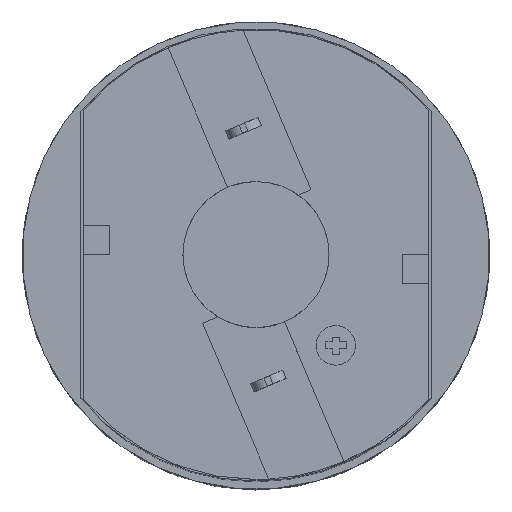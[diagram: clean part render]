
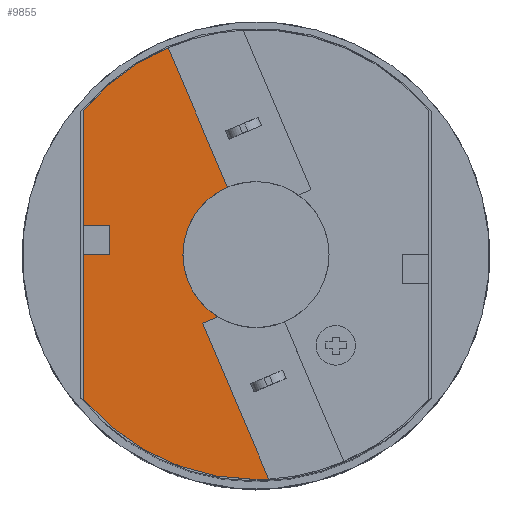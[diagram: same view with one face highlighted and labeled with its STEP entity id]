
A CAD part, top view. The second image highlights one B-rep face of the part: STEP entity #9855.
In plain terms, the highlighted planar face has unit normal (0, 0, 1).
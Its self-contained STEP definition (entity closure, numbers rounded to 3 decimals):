
#236 = VECTOR ( 'NONE', #32696, 1000. ) ;
#352 = ORIENTED_EDGE ( 'NONE', *, *, #24084, .T. ) ;
#767 = ORIENTED_EDGE ( 'NONE', *, *, #25915, .T. ) ;
#1128 = EDGE_CURVE ( 'NONE', #1277, #17222, #2960, .T. ) ;
#1272 = EDGE_CURVE ( 'NONE', #33538, #33169, #27196, .T. ) ;
#1277 = VERTEX_POINT ( 'NONE', #17738 ) ;
#1426 = EDGE_CURVE ( 'NONE', #19880, #8116, #9083, .T. ) ;
#1892 = CARTESIAN_POINT ( 'NONE',  ( -5., 0., 34.6 ) ) ;
#2061 = VERTEX_POINT ( 'NONE', #16439 ) ;
#2960 = LINE ( 'NONE', #3173, #32413 ) ;
#3029 = CARTESIAN_POINT ( 'NONE',  ( 0., 0., 34.6 ) ) ;
#3173 = CARTESIAN_POINT ( 'NONE',  ( -0.977, 2.301, 34.6 ) ) ;
#3245 = DIRECTION ( 'NONE',  ( 0., 0., -1. ) ) ;
#3984 = DIRECTION ( 'NONE',  ( 0., -1., 0. ) ) ;
#4195 = ORIENTED_EDGE ( 'NONE', *, *, #1272, .T. ) ;
#4642 = CARTESIAN_POINT ( 'NONE',  ( 0.439, -7.687, 34.6 ) ) ;
#4664 = VECTOR ( 'NONE', #28997, 1000. ) ;
#5936 = VECTOR ( 'NONE', #7742, 1000. ) ;
#5993 = CARTESIAN_POINT ( 'NONE',  ( -5.9, -5.146, 34.6 ) ) ;
#7742 = DIRECTION ( 'NONE',  ( -1., 0., 0. ) ) ;
#7954 = CARTESIAN_POINT ( 'NONE',  ( -6.136, 1., 34.6 ) ) ;
#8116 = VERTEX_POINT ( 'NONE', #19778 ) ;
#9023 = EDGE_CURVE ( 'NONE', #33169, #2061, #32068, .T. ) ;
#9083 = LINE ( 'NONE', #5993, #17619 ) ;
#9209 = CARTESIAN_POINT ( 'NONE',  ( -5.9, -5.146, 34.6 ) ) ;
#9855 = ADVANCED_FACE ( 'NONE', ( #37015 ), #30219, .T. ) ;
#10223 = ORIENTED_EDGE ( 'NONE', *, *, #16969, .T. ) ;
#10990 = DIRECTION ( 'NONE',  ( 0., -1., 0. ) ) ;
#11331 = VERTEX_POINT ( 'NONE', #33830 ) ;
#11896 = DIRECTION ( 'NONE',  ( 0., -1., 0. ) ) ;
#14349 = CARTESIAN_POINT ( 'NONE',  ( -3.009, 7.088, 34.6 ) ) ;
#14552 = CARTESIAN_POINT ( 'NONE',  ( -5., 1., 34.6 ) ) ;
#15404 = DIRECTION ( 'NONE',  ( 0., 0., 1. ) ) ;
#15527 = DIRECTION ( 'NONE',  ( -0.391, 0.921, 0. ) ) ;
#16439 = CARTESIAN_POINT ( 'NONE',  ( -5.9, 0., 34.6 ) ) ;
#16969 = EDGE_CURVE ( 'NONE', #11331, #23703, #25912, .T. ) ;
#17191 = ORIENTED_EDGE ( 'NONE', *, *, #9023, .T. ) ;
#17222 = VERTEX_POINT ( 'NONE', #14349 ) ;
#17564 = EDGE_CURVE ( 'NONE', #19880, #17222, #21795, .T. ) ;
#17619 = VECTOR ( 'NONE', #24939, 1000. ) ;
#17738 = CARTESIAN_POINT ( 'NONE',  ( -0.977, 2.301, 34.6 ) ) ;
#18718 = VERTEX_POINT ( 'NONE', #23167 ) ;
#19618 = VECTOR ( 'NONE', #26992, 1000. ) ;
#19778 = CARTESIAN_POINT ( 'NONE',  ( -5.9, 1., 34.6 ) ) ;
#19880 = VERTEX_POINT ( 'NONE', #32634 ) ;
#21231 = EDGE_LOOP ( 'NONE', ( #34788, #35288, #352, #4195, #17191, #767, #25611, #37712, #29985, #10223, #21620, #35140 ) ) ;
#21471 = VERTEX_POINT ( 'NONE', #38473 ) ;
#21620 = ORIENTED_EDGE ( 'NONE', *, *, #38311, .T. ) ;
#21719 = EDGE_CURVE ( 'NONE', #22179, #21471, #29308, .T. ) ;
#21779 = DIRECTION ( 'NONE',  ( 0., -1., 0. ) ) ;
#21795 = CIRCLE ( 'NONE', #31665, 7.7 ) ;
#22049 = AXIS2_PLACEMENT_3D ( 'NONE', #22923, #28892, #3984 ) ;
#22179 = VERTEX_POINT ( 'NONE', #31336 ) ;
#22584 = DIRECTION ( 'NONE',  ( 0., -1., 0. ) ) ;
#22701 = CIRCLE ( 'NONE', #22049, 7.7 ) ;
#22923 = CARTESIAN_POINT ( 'NONE',  ( 0., 0., 34.6 ) ) ;
#23134 = EDGE_CURVE ( 'NONE', #21471, #18718, #22701, .T. ) ;
#23167 = CARTESIAN_POINT ( 'NONE',  ( -5.9, -4.948, 34.6 ) ) ;
#23703 = VERTEX_POINT ( 'NONE', #30859 ) ;
#23795 = LINE ( 'NONE', #7954, #236 ) ;
#24027 = AXIS2_PLACEMENT_3D ( 'NONE', #3029, #37813, #40495 ) ;
#24084 = EDGE_CURVE ( 'NONE', #8116, #33538, #23795, .T. ) ;
#24939 = DIRECTION ( 'NONE',  ( 0., -1., 0. ) ) ;
#25388 = VECTOR ( 'NONE', #27072, 1000. ) ;
#25611 = ORIENTED_EDGE ( 'NONE', *, *, #23134, .F. ) ;
#25716 = CARTESIAN_POINT ( 'NONE',  ( -1.825, -2.355, 34.6 ) ) ;
#25912 = LINE ( 'NONE', #25716, #4664 ) ;
#25915 = EDGE_CURVE ( 'NONE', #2061, #18718, #37426, .T. ) ;
#26992 = DIRECTION ( 'NONE',  ( 0., -1., 0. ) ) ;
#27072 = DIRECTION ( 'NONE',  ( -0.391, 0.921, 0. ) ) ;
#27196 = LINE ( 'NONE', #33174, #19618 ) ;
#28892 = DIRECTION ( 'NONE',  ( 0., 0., -1. ) ) ;
#28997 = DIRECTION ( 'NONE',  ( 0.921, 0.391, 0. ) ) ;
#29308 = CIRCLE ( 'NONE', #24027, 7.7 ) ;
#29692 = CARTESIAN_POINT ( 'NONE',  ( 0., 0., 34.6 ) ) ;
#29945 = CIRCLE ( 'NONE', #35879, 2.5 ) ;
#29958 = LINE ( 'NONE', #4642, #25388 ) ;
#29985 = ORIENTED_EDGE ( 'NONE', *, *, #40263, .T. ) ;
#30219 = PLANE ( 'NONE',  #30282 ) ;
#30282 = AXIS2_PLACEMENT_3D ( 'NONE', #33727, #15404, #11896 ) ;
#30859 = CARTESIAN_POINT ( 'NONE',  ( -1.303, -2.134, 34.6 ) ) ;
#31336 = CARTESIAN_POINT ( 'NONE',  ( 0.439, -7.687, 34.6 ) ) ;
#31665 = AXIS2_PLACEMENT_3D ( 'NONE', #40177, #36123, #10990 ) ;
#32068 = LINE ( 'NONE', #35753, #5936 ) ;
#32413 = VECTOR ( 'NONE', #15527, 1000. ) ;
#32634 = CARTESIAN_POINT ( 'NONE',  ( -5.9, 4.948, 34.6 ) ) ;
#32696 = DIRECTION ( 'NONE',  ( 1., 0., 0. ) ) ;
#33169 = VERTEX_POINT ( 'NONE', #1892 ) ;
#33174 = CARTESIAN_POINT ( 'NONE',  ( -5., 8.012, 34.6 ) ) ;
#33538 = VERTEX_POINT ( 'NONE', #14552 ) ;
#33727 = CARTESIAN_POINT ( 'NONE',  ( -6.136, 8.012, 34.6 ) ) ;
#33830 = CARTESIAN_POINT ( 'NONE',  ( -1.825, -2.355, 34.6 ) ) ;
#34788 = ORIENTED_EDGE ( 'NONE', *, *, #17564, .F. ) ;
#35140 = ORIENTED_EDGE ( 'NONE', *, *, #1128, .T. ) ;
#35288 = ORIENTED_EDGE ( 'NONE', *, *, #1426, .T. ) ;
#35753 = CARTESIAN_POINT ( 'NONE',  ( -6.136, 0., 34.6 ) ) ;
#35879 = AXIS2_PLACEMENT_3D ( 'NONE', #29692, #3245, #22584 ) ;
#36123 = DIRECTION ( 'NONE',  ( 0., 0., -1. ) ) ;
#37015 = FACE_OUTER_BOUND ( 'NONE', #21231, .T. ) ;
#37426 = LINE ( 'NONE', #9209, #39676 ) ;
#37712 = ORIENTED_EDGE ( 'NONE', *, *, #21719, .F. ) ;
#37813 = DIRECTION ( 'NONE',  ( 0., 0., -1. ) ) ;
#38311 = EDGE_CURVE ( 'NONE', #23703, #1277, #29945, .T. ) ;
#38473 = CARTESIAN_POINT ( 'NONE',  ( 0., -7.7, 34.6 ) ) ;
#39676 = VECTOR ( 'NONE', #21779, 1000. ) ;
#40177 = CARTESIAN_POINT ( 'NONE',  ( 0., 0., 34.6 ) ) ;
#40263 = EDGE_CURVE ( 'NONE', #22179, #11331, #29958, .T. ) ;
#40495 = DIRECTION ( 'NONE',  ( 0., -1., 0. ) ) ;
